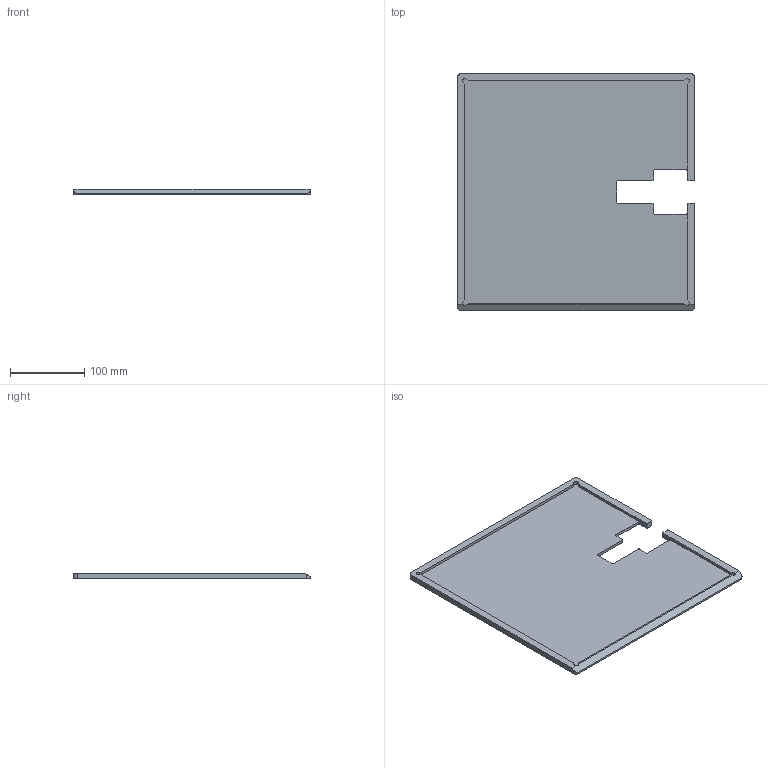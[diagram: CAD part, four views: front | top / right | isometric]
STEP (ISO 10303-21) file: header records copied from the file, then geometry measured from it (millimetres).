
FILE_DESCRIPTION(('FreeCAD Model'),'2;1');
FILE_NAME('laminator_heat_bed_plate1.1.step','2016-12-14T14:38:18',( 'Author'),(''),'Open CASCADE STEP processor 6.9','FreeCAD','Unknown' );
FILE_SCHEMA(('AUTOMOTIVE_DESIGN_CC2 { 1 2 10303 214 -1 1 5 4 }'));
Length unit declared in the file: millimetre
Products named in the file (2): ASSEMBLY; Chamfer
Assembly tree (1 placements, depth 2):
  ASSEMBLY
    Chamfer
Bounding box: 320 x 320 x 8 mm (x, y, z)
Volume: 432272.4 mm3; surface area: 210473.6 mm2
Topology: 1 solids, 1 shells, 53 faces, 157 edges, 106 vertices
Faces by surface type: plane 31, cylinder 20, bspline 2
Entity records: 5124 total; most frequent: CARTESIAN_POINT 2005, DIRECTION 574, LINE 336, VECTOR 336, ORIENTED_EDGE 314, PCURVE 314, DEFINITIONAL_REPRESENTATION 314, EDGE_CURVE 157
